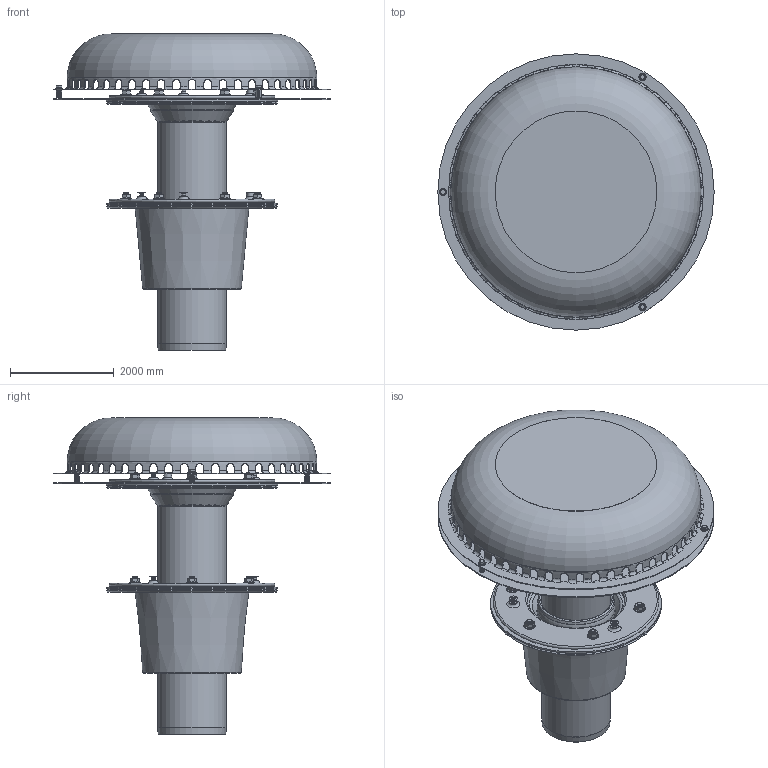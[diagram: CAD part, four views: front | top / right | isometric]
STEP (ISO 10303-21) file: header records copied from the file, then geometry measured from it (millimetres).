
FILE_DESCRIPTION(/* description */ (''),/* implementation_level */ '2;1');
FILE_NAME(/* name */ '21122.125X_3D.stp',/* time_stamp */ '2024-12-12T08:15:09+01:00',/* author */ ('CAD'),/* organization */ (''),/* preprocessor_version */ 'ST-DEVELOPER v20',/* originating_system */ 'AutoCAD Mechanical',/* authorisation */ '');
FILE_SCHEMA (('AUTOMOTIVE_DESIGN { 1 0 10303 214 3 1 1 }'));
Length unit declared in the file: centimetre
Products named in the file (13): Product; *U1; *U0; *U3; *U2; *U5; *U4; *U7; *U6; *U9; *U8; *U11; *U10
Assembly tree (36 placements, depth 3):
  Product
    *U1
      *U0  x6
    *U3
      *U2  x6
    *U5
      *U4  x6
    *U7
      *U6  x6
    *U9
      *U8  x3
    *U11
      *U10  x3
Bounding box: 5330 x 5330 x 6100 mm (x, y, z)
Volume: 4772708521 mm3; surface area: 253885205.3 mm2
Topology: 48 solids, 48 shells, 1300 faces, 3197 edges, 1967 vertices
Faces by surface type: cone 670, plane 344, cylinder 133, torus 103, bspline 50
Full cylindrical faces by diameter (mm): 40 x3, 70 x24, 80 x39, 83.76 x12, 100 x3, 140 x12, 160 x18, 1300 x3, 1330 x3, 1378 x1, 1408 x1, 1466 x1, 1468 x1, 1498 x1, 1550 x1, 1780 x1, 1900 x3, 3300 x2, 4790 x1, 4820 x1, 5330 x2
Entity records: 30635 total; most frequent: CARTESIAN_POINT 11504, ORIENTED_EDGE 3968, DIRECTION 3949, EDGE_CURVE 1984, AXIS2_PLACEMENT_3D 1580, VERTEX_POINT 1247, EDGE_LOOP 915, CIRCLE 839
